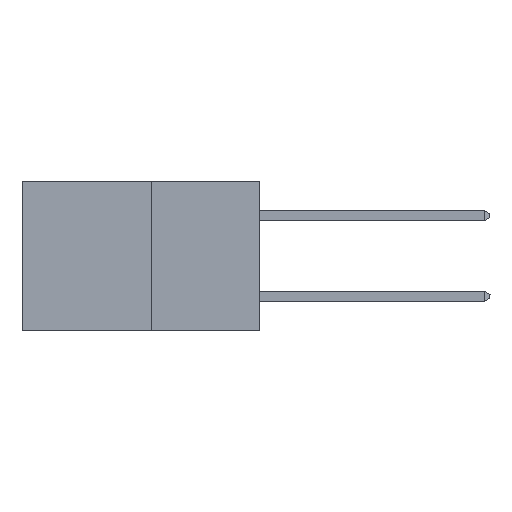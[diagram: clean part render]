
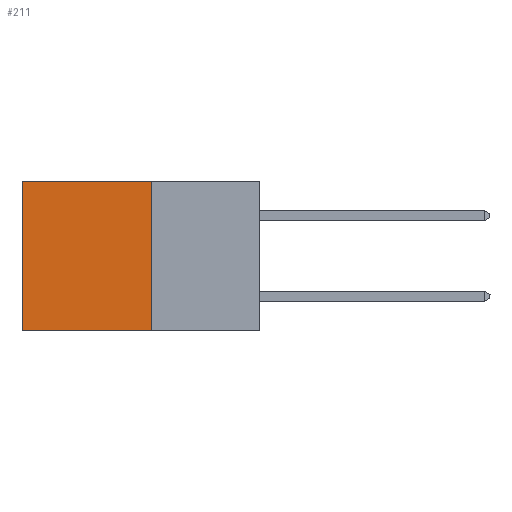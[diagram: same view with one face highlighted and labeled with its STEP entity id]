
A CAD part, left-side view. The second image highlights one B-rep face of the part: STEP entity #211.
In plain terms, the highlighted planar face has unit normal (-1, 0, 0).
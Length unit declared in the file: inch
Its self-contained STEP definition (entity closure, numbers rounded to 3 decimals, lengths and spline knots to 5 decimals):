
#211 = ADVANCED_FACE ( 'NONE', ( #5431 ), #2773, .F. ) ;
#588 = VERTEX_POINT ( 'NONE', #6018 ) ;
#603 = DIRECTION ( 'NONE',  ( 1., 0., 0. ) ) ;
#1026 = LINE ( 'NONE', #7057, #8555 ) ;
#1105 = CARTESIAN_POINT ( 'NONE',  ( 0.277, 0.27, 0. ) ) ;
#1546 = ORIENTED_EDGE ( 'NONE', *, *, #5635, .F. ) ;
#2092 = DIRECTION ( 'NONE',  ( 0., 0., -1. ) ) ;
#2162 = CARTESIAN_POINT ( 'NONE',  ( 0.277, 0.27, -0.37 ) ) ;
#2209 = EDGE_CURVE ( 'NONE', #588, #11644, #7995, .T. ) ;
#2773 = PLANE ( 'NONE',  #11662 ) ;
#3381 = EDGE_CURVE ( 'NONE', #6289, #5557, #10267, .T. ) ;
#3706 = DIRECTION ( 'NONE',  ( 0., 0., -1. ) ) ;
#5402 = CARTESIAN_POINT ( 'NONE',  ( 0.277, 0.27, -0.37 ) ) ;
#5431 = FACE_OUTER_BOUND ( 'NONE', #9763, .T. ) ;
#5557 = VERTEX_POINT ( 'NONE', #9192 ) ;
#5635 = EDGE_CURVE ( 'NONE', #11644, #5557, #1026, .T. ) ;
#6018 = CARTESIAN_POINT ( 'NONE',  ( 0.277, 0.27, 0. ) ) ;
#6289 = VERTEX_POINT ( 'NONE', #9363 ) ;
#6359 = DIRECTION ( 'NONE',  ( 0., 0., -1. ) ) ;
#6424 = CARTESIAN_POINT ( 'NONE',  ( 0.277, 0.27, -0.37 ) ) ;
#7037 = DIRECTION ( 'NONE',  ( 0., 1., 0. ) ) ;
#7057 = CARTESIAN_POINT ( 'NONE',  ( 0.277, 0.27, -0.37 ) ) ;
#7627 = ORIENTED_EDGE ( 'NONE', *, *, #3381, .T. ) ;
#7685 = VECTOR ( 'NONE', #2092, 39.37008 ) ;
#7696 = VECTOR ( 'NONE', #3706, 39.37008 ) ;
#7705 = ORIENTED_EDGE ( 'NONE', *, *, #10069, .T. ) ;
#7995 = LINE ( 'NONE', #5402, #7696 ) ;
#8183 = CARTESIAN_POINT ( 'NONE',  ( 0.277, 0.59, -0.37 ) ) ;
#8555 = VECTOR ( 'NONE', #7037, 39.37008 ) ;
#8965 = DIRECTION ( 'NONE',  ( 0., 1., 0. ) ) ;
#9192 = CARTESIAN_POINT ( 'NONE',  ( 0.277, 0.59, -0.37 ) ) ;
#9363 = CARTESIAN_POINT ( 'NONE',  ( 0.277, 0.59, 0. ) ) ;
#9366 = VECTOR ( 'NONE', #8965, 39.37008 ) ;
#9607 = ORIENTED_EDGE ( 'NONE', *, *, #2209, .F. ) ;
#9763 = EDGE_LOOP ( 'NONE', ( #7627, #1546, #9607, #7705 ) ) ;
#10069 = EDGE_CURVE ( 'NONE', #588, #6289, #12158, .T. ) ;
#10267 = LINE ( 'NONE', #8183, #7685 ) ;
#11644 = VERTEX_POINT ( 'NONE', #2162 ) ;
#11662 = AXIS2_PLACEMENT_3D ( 'NONE', #6424, #603, #6359 ) ;
#12158 = LINE ( 'NONE', #1105, #9366 ) ;
